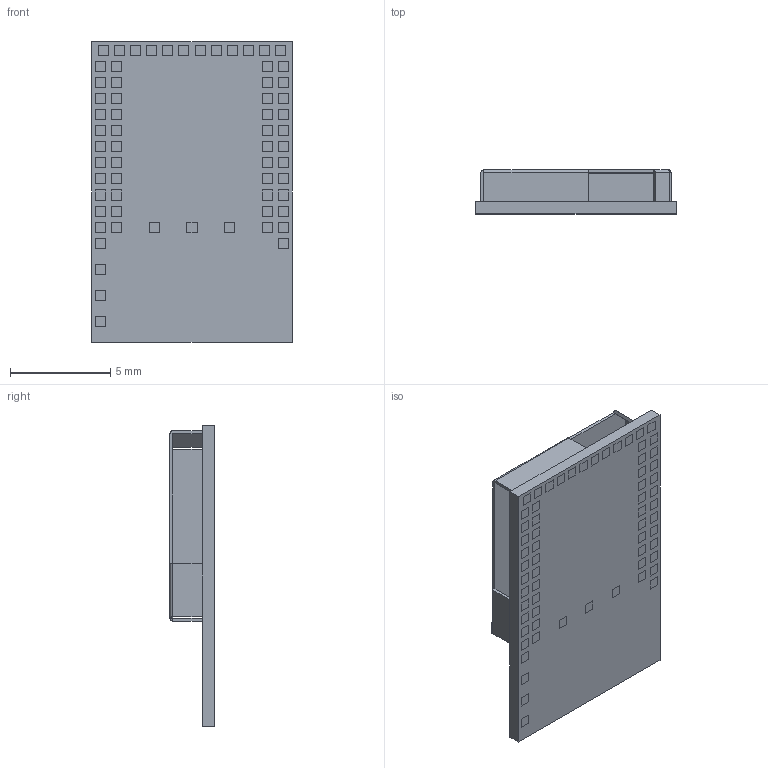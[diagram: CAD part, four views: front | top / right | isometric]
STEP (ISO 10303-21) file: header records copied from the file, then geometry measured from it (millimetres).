
FILE_DESCRIPTION (( 'STEP AP214' ), '1' );
FILE_NAME ('451-00001.STEP', '2018-09-10T15:07:13', ( '' ), ( '' ), 'SwSTEP 2.0', 'SolidWorks 2017', '' );
FILE_SCHEMA (( 'AUTOMOTIVE_DESIGN' ));
Length unit declared in the file: millimetre
Products named in the file (1): 451-00001
Bounding box: 10 x 2.2 x 15 mm (x, y, z)
Volume: 108.8 mm3; surface area: 658.7 mm2
Topology: 68 solids, 68 shells, 771 faces, 1683 edges, 1114 vertices
Faces by surface type: plane 756, cylinder 9, bspline 6
Entity records: 25523 total; most frequent: CARTESIAN_POINT 3668, ORIENTED_EDGE 3366, DIRECTION 3219, EDGE_CURVE 1683, LINE 1665, VECTOR 1665, VERTEX_POINT 1114, EDGE_LOOP 837
